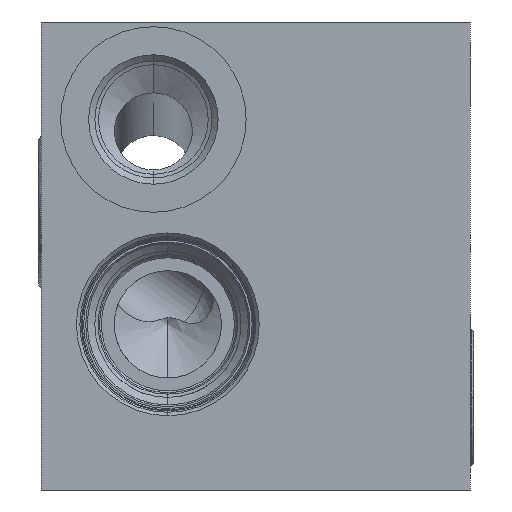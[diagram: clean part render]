
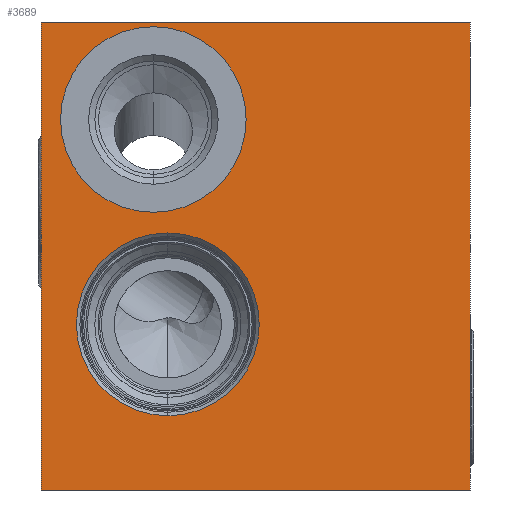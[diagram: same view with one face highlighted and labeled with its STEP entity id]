
A CAD part, front view. The second image highlights one B-rep face of the part: STEP entity #3689.
In plain terms, the highlighted planar face has unit normal (0, -1, 0).
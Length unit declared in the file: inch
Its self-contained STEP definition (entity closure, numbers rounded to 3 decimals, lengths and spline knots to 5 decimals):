
#5=DIRECTION('',(1.,0.,0.));
#6=VECTOR('',#5,2.75);
#7=CARTESIAN_POINT('',(0.,-5.375,0.));
#8=LINE('',#7,#6);
#95=DIRECTION('',(0.,0.,1.));
#96=VECTOR('',#95,3.);
#97=CARTESIAN_POINT('',(2.75,-5.375,0.));
#98=LINE('',#97,#96);
#129=DIRECTION('',(0.,0.,1.));
#130=VECTOR('',#129,3.);
#131=CARTESIAN_POINT('',(0.,-5.375,0.));
#132=LINE('',#131,#130);
#133=CARTESIAN_POINT('',(0.812,-5.375,1.062));
#134=DIRECTION('',(0.,1.,0.));
#135=DIRECTION('',(0.,0.,-1.));
#136=AXIS2_PLACEMENT_3D('',#133,#134,#135);
#138=CARTESIAN_POINT('',(0.812,-5.375,1.062));
#139=DIRECTION('',(0.,1.,0.));
#140=DIRECTION('',(0.,0.,1.));
#141=AXIS2_PLACEMENT_3D('',#138,#139,#140);
#143=CARTESIAN_POINT('',(0.719,-5.375,2.375));
#144=DIRECTION('',(0.,1.,0.));
#145=DIRECTION('',(0.,0.,-1.));
#146=AXIS2_PLACEMENT_3D('',#143,#144,#145);
#148=CARTESIAN_POINT('',(0.719,-5.375,2.375));
#149=DIRECTION('',(0.,1.,0.));
#150=DIRECTION('',(0.,0.,1.));
#151=AXIS2_PLACEMENT_3D('',#148,#149,#150);
#165=DIRECTION('',(1.,0.,0.));
#166=VECTOR('',#165,2.75);
#167=CARTESIAN_POINT('',(0.,-5.375,3.));
#168=LINE('',#167,#166);
#3173=CARTESIAN_POINT('',(0.,-5.375,0.));
#3175=VERTEX_POINT('',#3173);
#3176=CARTESIAN_POINT('',(2.75,-5.375,0.));
#3177=VERTEX_POINT('',#3176);
#3181=CARTESIAN_POINT('',(0.,-5.375,3.));
#3183=VERTEX_POINT('',#3181);
#3184=CARTESIAN_POINT('',(2.75,-5.375,3.));
#3185=VERTEX_POINT('',#3184);
#3224=CARTESIAN_POINT('',(0.812,-5.375,0.476));
#3225=CARTESIAN_POINT('',(0.812,-5.375,1.648));
#3226=VERTEX_POINT('',#3224);
#3227=VERTEX_POINT('',#3225);
#3280=CARTESIAN_POINT('',(0.719,-5.375,1.78));
#3281=CARTESIAN_POINT('',(0.719,-5.375,2.97));
#3282=VERTEX_POINT('',#3280);
#3283=VERTEX_POINT('',#3281);
#3665=CARTESIAN_POINT('',(0.,-5.375,0.));
#3666=DIRECTION('',(0.,-1.,0.));
#3667=DIRECTION('',(1.,0.,0.));
#3668=AXIS2_PLACEMENT_3D('',#3665,#3666,#3667);
#3669=PLANE('',#3668);
#3670=ORIENTED_EDGE('',*,*,#3553,.F.);
#3671=ORIENTED_EDGE('',*,*,#3572,.T.);
#3673=ORIENTED_EDGE('',*,*,#3672,.T.);
#3674=ORIENTED_EDGE('',*,*,#3639,.F.);
#3675=EDGE_LOOP('',(#3670,#3671,#3673,#3674));
#3676=FACE_OUTER_BOUND('',#3675,.F.);
#3678=ORIENTED_EDGE('',*,*,#3677,.F.);
#3680=ORIENTED_EDGE('',*,*,#3679,.F.);
#3681=EDGE_LOOP('',(#3678,#3680));
#3682=FACE_BOUND('',#3681,.F.);
#3684=ORIENTED_EDGE('',*,*,#3683,.F.);
#3686=ORIENTED_EDGE('',*,*,#3685,.F.);
#3687=EDGE_LOOP('',(#3684,#3686));
#3688=FACE_BOUND('',#3687,.F.);
#3689=ADVANCED_FACE('',(#3676,#3682,#3688),#3669,.T.);
#137=CIRCLE('',#136,0.586);
#142=CIRCLE('',#141,0.586);
#147=CIRCLE('',#146,0.595);
#152=CIRCLE('',#151,0.595);
#3553=EDGE_CURVE('',#3175,#3177,#8,.T.);
#3572=EDGE_CURVE('',#3175,#3183,#132,.T.);
#3639=EDGE_CURVE('',#3177,#3185,#98,.T.);
#3672=EDGE_CURVE('',#3183,#3185,#168,.T.);
#3677=EDGE_CURVE('',#3226,#3227,#137,.T.);
#3679=EDGE_CURVE('',#3227,#3226,#142,.T.);
#3683=EDGE_CURVE('',#3282,#3283,#147,.T.);
#3685=EDGE_CURVE('',#3283,#3282,#152,.T.);
